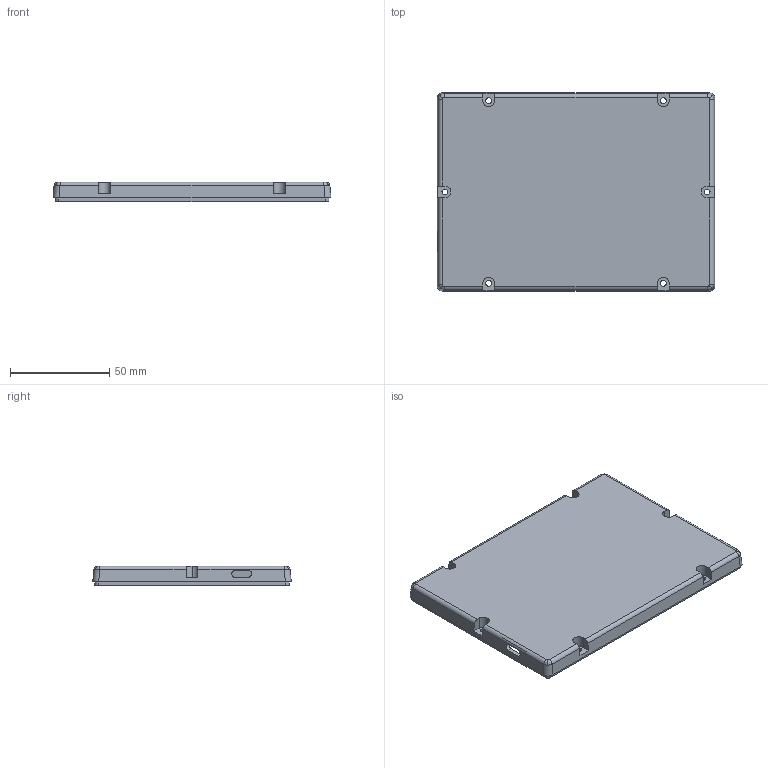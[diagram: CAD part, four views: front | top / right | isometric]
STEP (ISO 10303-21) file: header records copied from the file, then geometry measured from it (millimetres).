
FILE_DESCRIPTION (( 'STEP AP214' ), '1' );
FILE_NAME ('Bottom.STEP', '2025-05-29T15:07:46', ( '' ), ( '' ), 'SwSTEP 2.0', 'SolidWorks 2025', '' );
FILE_SCHEMA (( 'AUTOMOTIVE_DESIGN' ));
Length unit declared in the file: millimetre
Products named in the file (1): Bottom
Bounding box: 140 x 100 x 10 mm (x, y, z)
Volume: 34438.2 mm3; surface area: 36613.2 mm2
Topology: 1 solids, 1 shells, 133 faces, 372 edges, 242 vertices
Faces by surface type: plane 71, cylinder 46, bspline 16
Entity records: 4573 total; most frequent: CARTESIAN_POINT 1216, ORIENTED_EDGE 744, DIRECTION 640, EDGE_CURVE 372, VECTOR 252, LINE 252, VERTEX_POINT 242, AXIS2_PLACEMENT_3D 194
